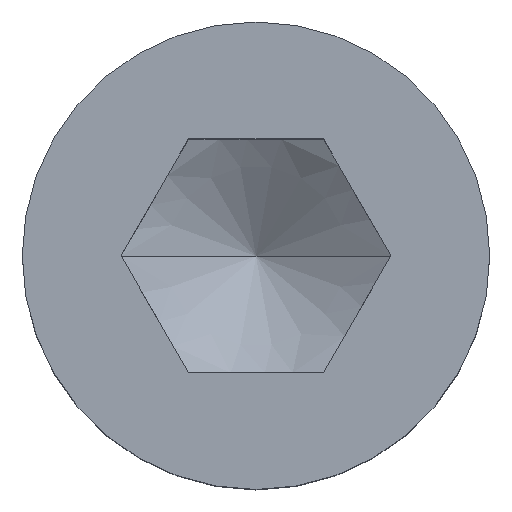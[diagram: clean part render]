
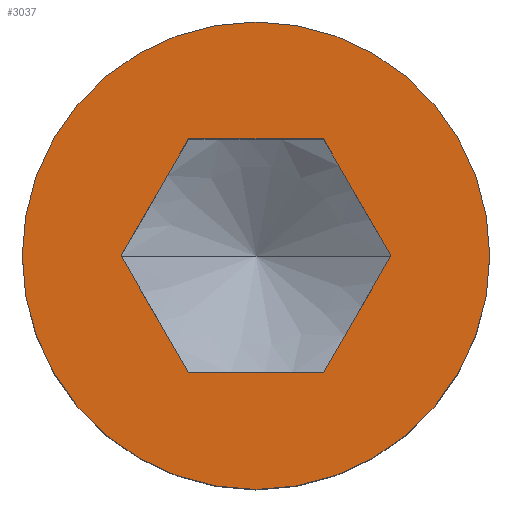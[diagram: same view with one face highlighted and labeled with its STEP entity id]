
A CAD part, top view. The second image highlights one B-rep face of the part: STEP entity #3037.
In plain terms, the highlighted planar face has unit normal (0, 0, 1).
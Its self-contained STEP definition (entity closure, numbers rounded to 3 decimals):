
#1241=VERTEX_POINT('',#3563);
#1401=VERTEX_POINT('',#3742);
#1547=EDGE_CURVE('',#3039,#1773,#3901,.T.);
#1773=VERTEX_POINT('',#4160);
#1925=VERTEX_POINT('',#4325);
#1943=VERTEX_POINT('',#4345);
#2289=EDGE_CURVE('',#1943,#2785,#4731,.T.);
#2379=EDGE_CURVE('',#1773,#1401,#4829,.T.);
#2407=EDGE_CURVE('',#1401,#1925,#4861,.T.);
#2443=EDGE_CURVE('',#1241,#2691,#4899,.T.);
#2645=EDGE_CURVE('',#2785,#1943,#5129,.T.);
#2691=VERTEX_POINT('',#5180);
#2785=VERTEX_POINT('',#5284);
#2931=EDGE_CURVE('',#2691,#3039,#5454,.T.);
#3037=ADVANCED_FACE('',(#5573,#5574),#5575,.T.);
#3039=VERTEX_POINT('',#5577);
#3161=EDGE_CURVE('',#1925,#1241,#5714,.T.);
#3563=CARTESIAN_POINT('',(4.907,8.5,20.));
#3742=CARTESIAN_POINT('',(-9.815,0.0,20.));
#3901=LINE('',#6661,#6662);
#4160=CARTESIAN_POINT('',(-4.907,-8.5,20.));
#4325=CARTESIAN_POINT('',(-4.907,8.5,20.));
#4345=CARTESIAN_POINT('',(17.0,0.,20.));
#4731=CIRCLE('',#7832,17.0);
#4829=LINE('',#7973,#7974);
#4861=LINE('',#8018,#8019);
#4899=LINE('',#8072,#8073);
#5129=CIRCLE('',#8407,17.0);
#5180=CARTESIAN_POINT('',(9.815,0.0,20.));
#5284=CARTESIAN_POINT('',(-17.0,0.0,20.));
#5454=LINE('',#8852,#8853);
#5573=FACE_OUTER_BOUND('',#9024,.T.);
#5574=FACE_BOUND('',#9025,.T.);
#5575=PLANE('',#9026);
#5577=CARTESIAN_POINT('',(4.907,-8.5,20.));
#5714=LINE('',#9233,#9234);
#6661=CARTESIAN_POINT('',(-2.454,-8.5,20.));
#6662=VECTOR('',#10183,1.0);
#7832=AXIS2_PLACEMENT_3D('',#11198,#11199,#11200);
#7973=CARTESIAN_POINT('',(-8.588,-2.125,20.));
#7974=VECTOR('',#11290,1.0);
#8018=CARTESIAN_POINT('',(-6.134,6.375,20.));
#8019=VECTOR('',#11335,1.0);
#8072=CARTESIAN_POINT('',(8.588,2.125,20.));
#8073=VECTOR('',#11368,1.0);
#8407=AXIS2_PLACEMENT_3D('',#11650,#11651,#11652);
#8852=CARTESIAN_POINT('',(6.134,-6.375,20.));
#8853=VECTOR('',#12039,1.0);
#9024=EDGE_LOOP('',(#12164,#12165));
#9025=EDGE_LOOP('',(#12166,#12167,#12168,#12169,#12170,#12171));
#9026=AXIS2_PLACEMENT_3D('',#12172,#12173,#12174);
#9233=CARTESIAN_POINT('',(2.454,8.5,20.));
#9234=VECTOR('',#12340,1.0);
#10183=DIRECTION('',(-1.0,0.0,0.0));
#11198=CARTESIAN_POINT('',(0.0,0.0,20.));
#11199=DIRECTION('',(0.0,0.0,1.0));
#11200=DIRECTION('',(1.0,0.0,0.0));
#11290=DIRECTION('',(-0.5,0.866,0.0));
#11335=DIRECTION('',(0.5,0.866,0.0));
#11368=DIRECTION('',(0.5,-0.866,0.0));
#11650=CARTESIAN_POINT('',(0.0,0.0,20.));
#11651=DIRECTION('',(0.0,0.0,1.0));
#11652=DIRECTION('',(1.0,0.0,0.0));
#12039=DIRECTION('',(-0.5,-0.866,0.0));
#12164=ORIENTED_EDGE('',*,*,#2645,.T.);
#12165=ORIENTED_EDGE('',*,*,#2289,.T.);
#12166=ORIENTED_EDGE('',*,*,#2379,.T.);
#12167=ORIENTED_EDGE('',*,*,#2407,.T.);
#12168=ORIENTED_EDGE('',*,*,#3161,.T.);
#12169=ORIENTED_EDGE('',*,*,#2443,.T.);
#12170=ORIENTED_EDGE('',*,*,#2931,.T.);
#12171=ORIENTED_EDGE('',*,*,#1547,.T.);
#12172=CARTESIAN_POINT('',(-12.409,0.,20.0));
#12173=DIRECTION('',(0.0,0.0,1.0));
#12174=DIRECTION('',(-1.0,0.,0.0));
#12340=DIRECTION('',(1.0,0.0,0.0));
